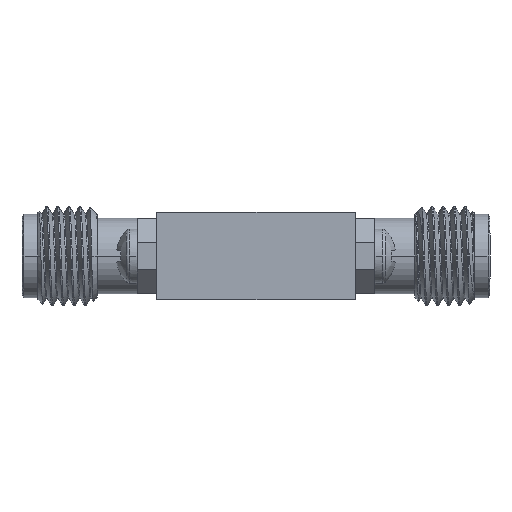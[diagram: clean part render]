
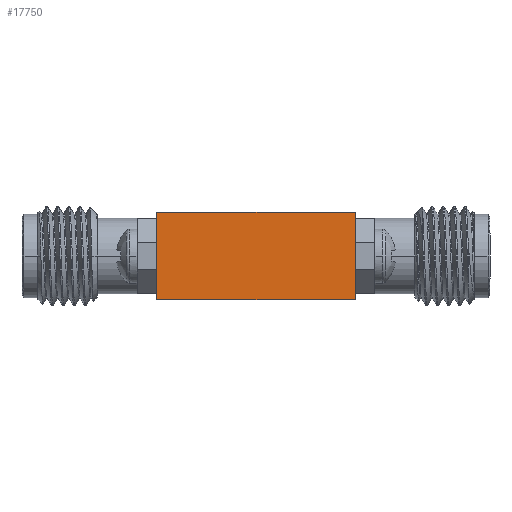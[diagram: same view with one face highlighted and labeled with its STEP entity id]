
A CAD part, front view. The second image highlights one B-rep face of the part: STEP entity #17750.
In plain terms, the highlighted planar face has unit normal (0, -1, 0).
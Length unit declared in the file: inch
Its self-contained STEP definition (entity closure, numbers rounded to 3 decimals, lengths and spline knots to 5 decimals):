
#310 = VERTEX_POINT ( 'NONE', #22530 ) ;
#1072 = ORIENTED_EDGE ( 'NONE', *, *, #11009, .F. ) ;
#4286 = DIRECTION ( 'NONE',  ( 1., 0., 0. ) ) ;
#4630 = CARTESIAN_POINT ( 'NONE',  ( -0.25, -0.25, 0.11 ) ) ;
#4733 = DIRECTION ( 'NONE',  ( 0., 0., -1. ) ) ;
#5501 = CARTESIAN_POINT ( 'NONE',  ( 0.25, -0.25, 0.11 ) ) ;
#5512 = DIRECTION ( 'NONE',  ( 0., 1., 0. ) ) ;
#6148 = VECTOR ( 'NONE', #17512, 39.37008 ) ;
#7525 = CARTESIAN_POINT ( 'NONE',  ( -0.25, -0.25, 0.11 ) ) ;
#8208 = VECTOR ( 'NONE', #4286, 39.37008 ) ;
#8541 = CARTESIAN_POINT ( 'NONE',  ( 0.25, -0.25, -0.11 ) ) ;
#11009 = EDGE_CURVE ( 'NONE', #25529, #310, #12588, .T. ) ;
#12246 = FACE_OUTER_BOUND ( 'NONE', #24752, .T. ) ;
#12588 = LINE ( 'NONE', #24388, #6148 ) ;
#12668 = EDGE_CURVE ( 'NONE', #23925, #20853, #24067, .T. ) ;
#13807 = EDGE_CURVE ( 'NONE', #25529, #23925, #28963, .T. ) ;
#13819 = ORIENTED_EDGE ( 'NONE', *, *, #18726, .F. ) ;
#14615 = DIRECTION ( 'NONE',  ( 0., 0., -1. ) ) ;
#16957 = DIRECTION ( 'NONE',  ( 0., 0., 1. ) ) ;
#17512 = DIRECTION ( 'NONE',  ( 1., 0., 0. ) ) ;
#17750 = ADVANCED_FACE ( 'NONE', ( #12246 ), #21096, .F. ) ;
#18000 = ORIENTED_EDGE ( 'NONE', *, *, #12668, .T. ) ;
#18726 = EDGE_CURVE ( 'NONE', #310, #20853, #28347, .T. ) ;
#19489 = CARTESIAN_POINT ( 'NONE',  ( -0.25, -0.25, 0.11 ) ) ;
#20788 = CARTESIAN_POINT ( 'NONE',  ( -0.25, -0.25, -0.11 ) ) ;
#20853 = VERTEX_POINT ( 'NONE', #8541 ) ;
#20947 = AXIS2_PLACEMENT_3D ( 'NONE', #7525, #5512, #16957 ) ;
#21096 = PLANE ( 'NONE',  #20947 ) ;
#22530 = CARTESIAN_POINT ( 'NONE',  ( 0.25, -0.25, 0.11 ) ) ;
#23342 = ORIENTED_EDGE ( 'NONE', *, *, #13807, .T. ) ;
#23925 = VERTEX_POINT ( 'NONE', #26738 ) ;
#24067 = LINE ( 'NONE', #20788, #8208 ) ;
#24388 = CARTESIAN_POINT ( 'NONE',  ( -0.25, -0.25, 0.11 ) ) ;
#24752 = EDGE_LOOP ( 'NONE', ( #18000, #13819, #1072, #23342 ) ) ;
#25529 = VERTEX_POINT ( 'NONE', #19489 ) ;
#26053 = VECTOR ( 'NONE', #4733, 39.37008 ) ;
#26738 = CARTESIAN_POINT ( 'NONE',  ( -0.25, -0.25, -0.11 ) ) ;
#28347 = LINE ( 'NONE', #5501, #29790 ) ;
#28963 = LINE ( 'NONE', #4630, #26053 ) ;
#29790 = VECTOR ( 'NONE', #14615, 39.37008 ) ;
